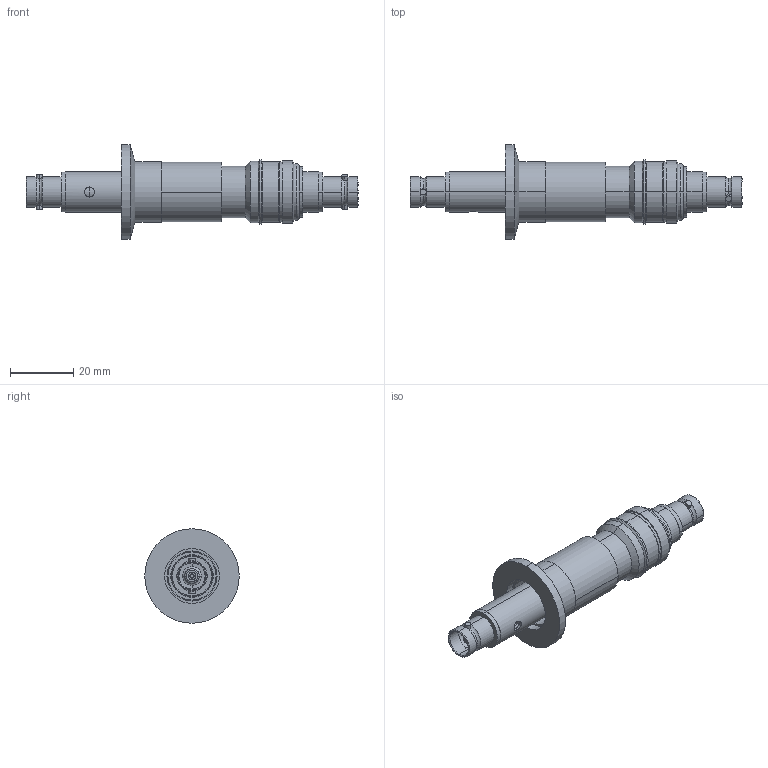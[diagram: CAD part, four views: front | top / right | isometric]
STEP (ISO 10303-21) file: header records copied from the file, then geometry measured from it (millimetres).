
FILE_DESCRIPTION (( 'STEP AP203' ), '1' );
FILE_NAME ('A0480-1-QF.STEP', '2012-04-09T13:25:52', ( '' ), ( '' ), 'SwSTEP 2.0', 'SolidWorks 2011', '' );
FILE_SCHEMA (( 'CONFIG_CONTROL_DESIGN' ));
Length unit declared in the file: inch
Products named in the file (1): A0480-1-QF
Bounding box: 105.26 x 29.97 x 29.97 mm (x, y, z)
Volume: 12642.3 mm3; surface area: 17076.5 mm2
Topology: 1 solids, 3 shells, 245 faces, 554 edges, 350 vertices
Faces by surface type: cylinder 128, plane 53, torus 34, cone 30
Entity records: 7706 total; most frequent: CARTESIAN_POINT 1869, DIRECTION 1354, ORIENTED_EDGE 1108, AXIS2_PLACEMENT_3D 586, EDGE_CURVE 554, VERTEX_POINT 350, CIRCLE 340, EDGE_LOOP 286
